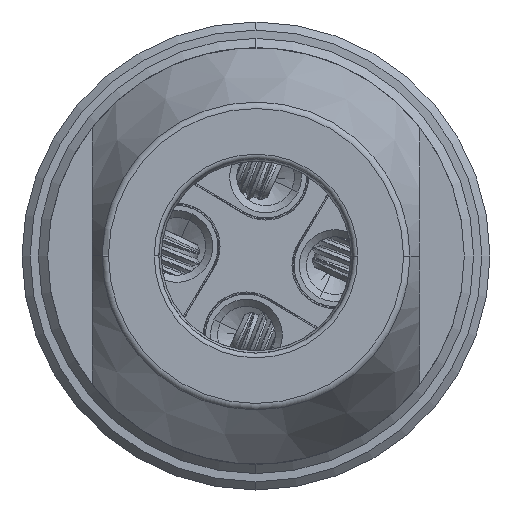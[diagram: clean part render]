
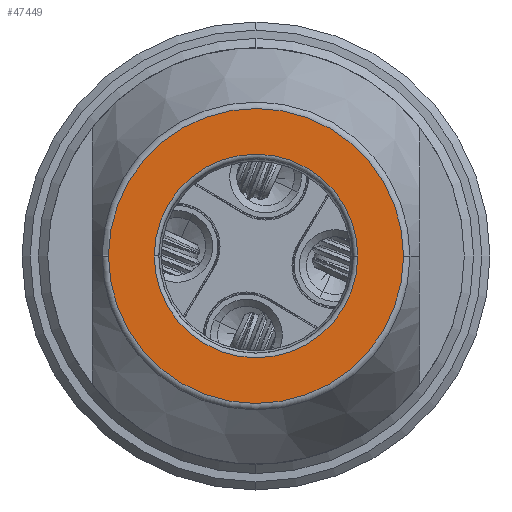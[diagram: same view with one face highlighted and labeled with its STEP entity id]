
A CAD part, front view. The second image highlights one B-rep face of the part: STEP entity #47449.
In plain terms, the highlighted planar face has unit normal (0, -1, 0).
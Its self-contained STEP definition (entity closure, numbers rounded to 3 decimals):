
#8662=CARTESIAN_POINT('',(0.,-44.35,0.));
#8663=DIRECTION('',(0.,1.,0.));
#8664=DIRECTION('',(-1.,0.,0.));
#8665=AXIS2_PLACEMENT_3D('',#8662,#8663,#8664);
#8682=CARTESIAN_POINT('',(0.,-44.35,0.));
#8683=DIRECTION('',(0.,1.,0.));
#8684=DIRECTION('',(1.,0.,0.));
#8685=AXIS2_PLACEMENT_3D('',#8682,#8683,#8684);
#8692=CARTESIAN_POINT('',(0.,-44.35,0.));
#8693=DIRECTION('',(0.,1.,0.));
#8694=DIRECTION('',(1.,0.,-0.007));
#8695=AXIS2_PLACEMENT_3D('',#8692,#8693,#8694);
#8697=CARTESIAN_POINT('',(0.,-44.35,0.));
#8698=DIRECTION('',(0.,1.,0.));
#8699=DIRECTION('',(-1.,0.,0.007));
#8700=AXIS2_PLACEMENT_3D('',#8697,#8698,#8699);
#8702=CARTESIAN_POINT('',(0.,-44.35,0.));
#8703=DIRECTION('',(0.,-1.,0.));
#8704=DIRECTION('',(1.,0.,0.));
#8705=AXIS2_PLACEMENT_3D('',#8702,#8703,#8704);
#8707=CARTESIAN_POINT('',(0.,-44.35,0.));
#8708=DIRECTION('',(0.,-1.,0.));
#8709=DIRECTION('',(-1.,0.,0.));
#8710=AXIS2_PLACEMENT_3D('',#8707,#8708,#8709);
#8712=CARTESIAN_POINT('',(0.,-44.35,0.));
#8713=DIRECTION('',(0.,-1.,0.));
#8714=DIRECTION('',(1.,0.,-0.007));
#8715=AXIS2_PLACEMENT_3D('',#8712,#8713,#8714);
#8732=CARTESIAN_POINT('',(0.,-44.35,0.));
#8733=DIRECTION('',(0.,-1.,0.));
#8734=DIRECTION('',(-1.,0.,0.007));
#8735=AXIS2_PLACEMENT_3D('',#8732,#8733,#8734);
#31482=CARTESIAN_POINT('',(-4.35,-44.35,0.));
#31483=VERTEX_POINT('',#31482);
#31484=CARTESIAN_POINT('',(4.35,-44.35,0.));
#31485=CARTESIAN_POINT('',(-4.35,-44.35,0.053));
#31486=VERTEX_POINT('',#31484);
#31487=VERTEX_POINT('',#31485);
#31488=CARTESIAN_POINT('',(4.35,-44.35,-0.053));
#31489=VERTEX_POINT('',#31488);
#31490=CARTESIAN_POINT('',(6.303,-44.35,-0.044));
#31491=CARTESIAN_POINT('',(-6.304,-44.35,0.));
#31492=VERTEX_POINT('',#31490);
#31493=VERTEX_POINT('',#31491);
#31494=CARTESIAN_POINT('',(6.304,-44.35,0.001));
#31495=VERTEX_POINT('',#31494);
#31496=CARTESIAN_POINT('',(-6.303,-44.35,0.044));
#31497=VERTEX_POINT('',#31496);
#47428=CARTESIAN_POINT('',(0.,-44.35,0.));
#47429=DIRECTION('',(0.,-1.,0.));
#47430=DIRECTION('',(-1.,0.,0.));
#47431=AXIS2_PLACEMENT_3D('',#47428,#47429,#47430);
#47432=PLANE('',#47431);
#47434=ORIENTED_EDGE('',*,*,#47433,.F.);
#47436=ORIENTED_EDGE('',*,*,#47435,.T.);
#47438=ORIENTED_EDGE('',*,*,#47437,.F.);
#47440=ORIENTED_EDGE('',*,*,#47439,.T.);
#47441=EDGE_LOOP('',(#47434,#47436,#47438,#47440));
#47442=FACE_OUTER_BOUND('',#47441,.F.);
#47443=ORIENTED_EDGE('',*,*,#47405,.T.);
#47444=ORIENTED_EDGE('',*,*,#47403,.F.);
#47445=ORIENTED_EDGE('',*,*,#47422,.T.);
#47446=ORIENTED_EDGE('',*,*,#47420,.F.);
#47447=EDGE_LOOP('',(#47443,#47444,#47445,#47446));
#47448=FACE_BOUND('',#47447,.F.);
#8666=CIRCLE('',#8665,4.35);
#8686=CIRCLE('',#8685,4.35);
#8696=CIRCLE('',#8695,6.304);
#8701=CIRCLE('',#8700,6.304);
#8706=CIRCLE('',#8705,4.35);
#8711=CIRCLE('',#8710,4.35);
#8716=CIRCLE('',#8715,6.304);
#8736=CIRCLE('',#8735,6.304);
#47403=EDGE_CURVE('',#31483,#31487,#8666,.T.);
#47405=EDGE_CURVE('',#31486,#31487,#8706,.T.);
#47420=EDGE_CURVE('',#31486,#31489,#8686,.T.);
#47422=EDGE_CURVE('',#31483,#31489,#8711,.T.);
#47433=EDGE_CURVE('',#31492,#31495,#8716,.T.);
#47435=EDGE_CURVE('',#31492,#31493,#8696,.T.);
#47437=EDGE_CURVE('',#31497,#31493,#8736,.T.);
#47439=EDGE_CURVE('',#31497,#31495,#8701,.T.);
#47449=ADVANCED_FACE('',(#47442,#47448),#47432,.T.);
